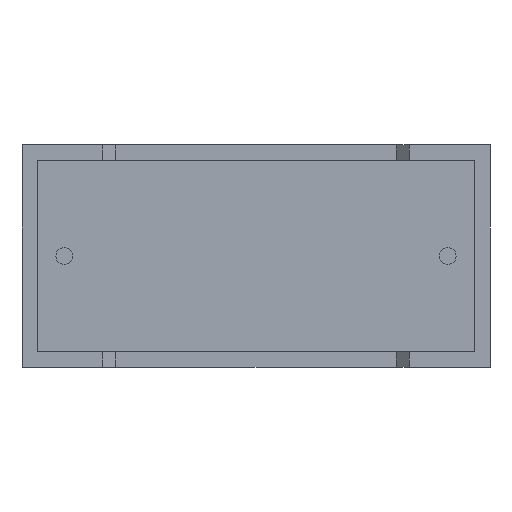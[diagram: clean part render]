
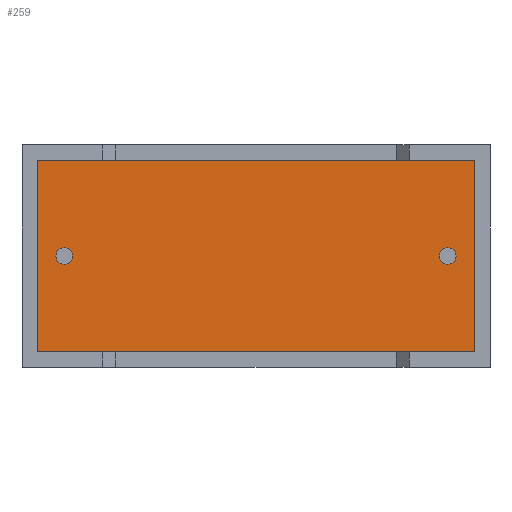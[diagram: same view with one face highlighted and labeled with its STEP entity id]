
A CAD part, front view. The second image highlights one B-rep face of the part: STEP entity #259.
In plain terms, the highlighted planar face has unit normal (0, -1, 0).
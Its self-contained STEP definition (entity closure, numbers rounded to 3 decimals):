
#2 = CARTESIAN_POINT ( 'NONE',  ( 1.65, 0.75, 4.025 ) ) ;
#55 = DIRECTION ( 'NONE',  ( 0., -1., 0. ) ) ;
#57 = CARTESIAN_POINT ( 'NONE',  ( 17.69, 0.75, 8.09 ) ) ;
#59 = DIRECTION ( 'NONE',  ( -1., 0., 0. ) ) ;
#76 = VERTEX_POINT ( 'NONE', #2299 ) ;
#116 = CARTESIAN_POINT ( 'NONE',  ( 1.65, 0.75, 4.35 ) ) ;
#120 = EDGE_CURVE ( 'NONE', #157, #2110, #2053, .T. ) ;
#125 = VECTOR ( 'NONE', #2134, 1000. ) ;
#134 = CARTESIAN_POINT ( 'NONE',  ( 16.65, 0.75, 4.025 ) ) ;
#157 = VERTEX_POINT ( 'NONE', #2 ) ;
#259 = ADVANCED_FACE ( 'NONE', ( #3048, #916, #1478 ), #300, .T. ) ;
#269 = ORIENTED_EDGE ( 'NONE', *, *, #1024, .F. ) ;
#300 = PLANE ( 'NONE',  #2440 ) ;
#303 = EDGE_LOOP ( 'NONE', ( #269, #524 ) ) ;
#322 = CARTESIAN_POINT ( 'NONE',  ( 17.69, 0.75, 0.61 ) ) ;
#332 = VECTOR ( 'NONE', #1951, 1000. ) ;
#344 = ORIENTED_EDGE ( 'NONE', *, *, #1122, .F. ) ;
#524 = ORIENTED_EDGE ( 'NONE', *, *, #1313, .F. ) ;
#535 = CARTESIAN_POINT ( 'NONE',  ( 17.69, 0.75, 8.09 ) ) ;
#553 = EDGE_CURVE ( 'NONE', #76, #1212, #1028, .T. ) ;
#558 = CARTESIAN_POINT ( 'NONE',  ( 16.65, 0.75, 4.35 ) ) ;
#572 = LINE ( 'NONE', #1031, #718 ) ;
#587 = CARTESIAN_POINT ( 'NONE',  ( 0.61, 0.75, 8.09 ) ) ;
#593 = DIRECTION ( 'NONE',  ( 0., 0., -1. ) ) ;
#603 = ORIENTED_EDGE ( 'NONE', *, *, #1576, .T. ) ;
#665 = CARTESIAN_POINT ( 'NONE',  ( 1.65, 0.75, 4.675 ) ) ;
#718 = VECTOR ( 'NONE', #1511, 1000. ) ;
#854 = AXIS2_PLACEMENT_3D ( 'NONE', #558, #2942, #593 ) ;
#916 = FACE_OUTER_BOUND ( 'NONE', #1322, .T. ) ;
#1024 = EDGE_CURVE ( 'NONE', #2955, #1950, #2200, .T. ) ;
#1028 = LINE ( 'NONE', #587, #125 ) ;
#1031 = CARTESIAN_POINT ( 'NONE',  ( 0.61, 0.75, 0.61 ) ) ;
#1034 = DIRECTION ( 'NONE',  ( 0., -1., 0. ) ) ;
#1122 = EDGE_CURVE ( 'NONE', #2110, #157, #1813, .T. ) ;
#1212 = VERTEX_POINT ( 'NONE', #2312 ) ;
#1233 = LINE ( 'NONE', #535, #1875 ) ;
#1313 = EDGE_CURVE ( 'NONE', #1950, #2955, #1973, .T. ) ;
#1322 = EDGE_LOOP ( 'NONE', ( #2244, #1578, #2319, #603 ) ) ;
#1478 = FACE_BOUND ( 'NONE', #2547, .T. ) ;
#1511 = DIRECTION ( 'NONE',  ( 1., 0., 0. ) ) ;
#1514 = ORIENTED_EDGE ( 'NONE', *, *, #120, .F. ) ;
#1576 = EDGE_CURVE ( 'NONE', #1769, #76, #1233, .T. ) ;
#1578 = ORIENTED_EDGE ( 'NONE', *, *, #2224, .T. ) ;
#1645 = AXIS2_PLACEMENT_3D ( 'NONE', #2741, #2503, #2043 ) ;
#1664 = EDGE_CURVE ( 'NONE', #3021, #1769, #2439, .T. ) ;
#1765 = CARTESIAN_POINT ( 'NONE',  ( 17.69, 0.75, 0.61 ) ) ;
#1769 = VERTEX_POINT ( 'NONE', #57 ) ;
#1813 = CIRCLE ( 'NONE', #3033, 0.325 ) ;
#1875 = VECTOR ( 'NONE', #59, 1000. ) ;
#1921 = DIRECTION ( 'NONE',  ( 0., -1., 0. ) ) ;
#1950 = VERTEX_POINT ( 'NONE', #134 ) ;
#1951 = DIRECTION ( 'NONE',  ( 0., 0., 1. ) ) ;
#1956 = CARTESIAN_POINT ( 'NONE',  ( 0., 0.75, 0. ) ) ;
#1973 = CIRCLE ( 'NONE', #2504, 0.325 ) ;
#2043 = DIRECTION ( 'NONE',  ( 0., 0., -1. ) ) ;
#2053 = CIRCLE ( 'NONE', #1645, 0.325 ) ;
#2110 = VERTEX_POINT ( 'NONE', #665 ) ;
#2134 = DIRECTION ( 'NONE',  ( 0., 0., -1. ) ) ;
#2200 = CIRCLE ( 'NONE', #854, 0.325 ) ;
#2224 = EDGE_CURVE ( 'NONE', #1212, #3021, #572, .T. ) ;
#2244 = ORIENTED_EDGE ( 'NONE', *, *, #553, .T. ) ;
#2299 = CARTESIAN_POINT ( 'NONE',  ( 0.61, 0.75, 8.09 ) ) ;
#2312 = CARTESIAN_POINT ( 'NONE',  ( 0.61, 0.75, 0.61 ) ) ;
#2319 = ORIENTED_EDGE ( 'NONE', *, *, #1664, .T. ) ;
#2381 = CARTESIAN_POINT ( 'NONE',  ( 16.65, 0.75, 4.35 ) ) ;
#2385 = DIRECTION ( 'NONE',  ( 0., 0., -1. ) ) ;
#2439 = LINE ( 'NONE', #322, #332 ) ;
#2440 = AXIS2_PLACEMENT_3D ( 'NONE', #1956, #55, #2385 ) ;
#2503 = DIRECTION ( 'NONE',  ( 0., -1., 0. ) ) ;
#2504 = AXIS2_PLACEMENT_3D ( 'NONE', #2381, #1921, #2843 ) ;
#2547 = EDGE_LOOP ( 'NONE', ( #344, #1514 ) ) ;
#2741 = CARTESIAN_POINT ( 'NONE',  ( 1.65, 0.75, 4.35 ) ) ;
#2843 = DIRECTION ( 'NONE',  ( 0., 0., -1. ) ) ;
#2916 = CARTESIAN_POINT ( 'NONE',  ( 16.65, 0.75, 4.675 ) ) ;
#2925 = DIRECTION ( 'NONE',  ( 0., 0., -1. ) ) ;
#2942 = DIRECTION ( 'NONE',  ( 0., -1., 0. ) ) ;
#2955 = VERTEX_POINT ( 'NONE', #2916 ) ;
#3021 = VERTEX_POINT ( 'NONE', #1765 ) ;
#3033 = AXIS2_PLACEMENT_3D ( 'NONE', #116, #1034, #2925 ) ;
#3048 = FACE_BOUND ( 'NONE', #303, .T. ) ;
